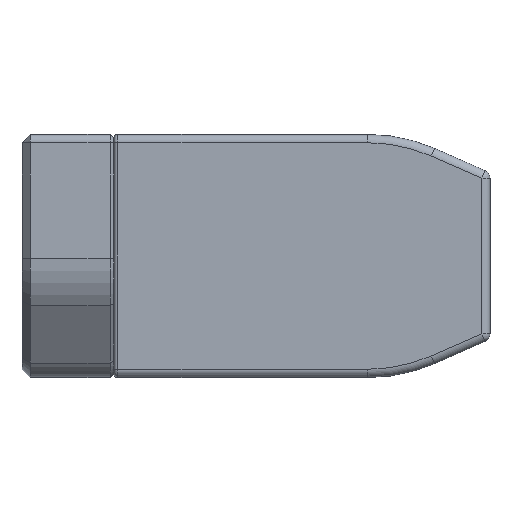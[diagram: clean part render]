
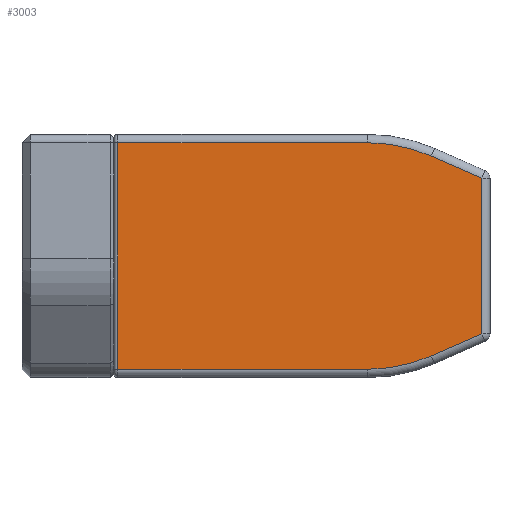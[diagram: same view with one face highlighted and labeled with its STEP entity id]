
A CAD part, left-side view. The second image highlights one B-rep face of the part: STEP entity #3003.
In plain terms, the highlighted planar face has unit normal (-1, 0, 0).
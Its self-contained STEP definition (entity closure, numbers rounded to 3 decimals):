
#137=PLANE('',#3288);
#239=CIRCLE('',#3289,19.);
#240=CIRCLE('',#3290,19.);
#404=FACE_OUTER_BOUND('',#602,.T.);
#602=EDGE_LOOP('',(#2259,#2260,#2261,#2262,#2263,#2264,#2265,#2266));
#823=LINE('',#5123,#1060);
#828=LINE('',#5168,#1065);
#829=LINE('',#5172,#1066);
#830=LINE('',#5176,#1067);
#831=LINE('',#5178,#1068);
#832=LINE('',#5180,#1069);
#1060=VECTOR('',#3842,10.);
#1065=VECTOR('',#3871,10.);
#1066=VECTOR('',#3876,10.);
#1067=VECTOR('',#3879,10.);
#1068=VECTOR('',#3880,10.);
#1069=VECTOR('',#3881,10.);
#1357=VERTEX_POINT('',#5117);
#1358=VERTEX_POINT('',#5121);
#1363=VERTEX_POINT('',#5167);
#1364=VERTEX_POINT('',#5171);
#1365=VERTEX_POINT('',#5173);
#1366=VERTEX_POINT('',#5175);
#1367=VERTEX_POINT('',#5177);
#1368=VERTEX_POINT('',#5179);
#1678=EDGE_CURVE('',#1357,#1358,#823,.T.);
#1690=EDGE_CURVE('',#1358,#1363,#828,.T.);
#1692=EDGE_CURVE('',#1364,#1357,#829,.T.);
#1693=EDGE_CURVE('',#1365,#1364,#239,.T.);
#1694=EDGE_CURVE('',#1366,#1365,#830,.T.);
#1695=EDGE_CURVE('',#1367,#1366,#831,.T.);
#1696=EDGE_CURVE('',#1368,#1367,#832,.T.);
#1697=EDGE_CURVE('',#1363,#1368,#240,.T.);
#2259=ORIENTED_EDGE('',*,*,#1678,.F.);
#2260=ORIENTED_EDGE('',*,*,#1692,.F.);
#2261=ORIENTED_EDGE('',*,*,#1693,.F.);
#2262=ORIENTED_EDGE('',*,*,#1694,.F.);
#2263=ORIENTED_EDGE('',*,*,#1695,.F.);
#2264=ORIENTED_EDGE('',*,*,#1696,.F.);
#2265=ORIENTED_EDGE('',*,*,#1697,.F.);
#2266=ORIENTED_EDGE('',*,*,#1690,.F.);
#3003=ADVANCED_FACE('',(#404),#137,.F.);
#3288=AXIS2_PLACEMENT_3D('',#5170,#3874,#3875);
#3289=AXIS2_PLACEMENT_3D('',#5174,#3877,#3878);
#3290=AXIS2_PLACEMENT_3D('',#5181,#3882,#3883);
#3842=DIRECTION('',(0.,0.,1.));
#3871=DIRECTION('',(0.,-1.,0.));
#3874=DIRECTION('center_axis',(1.,0.,0.));
#3875=DIRECTION('ref_axis',(0.,1.,0.));
#3876=DIRECTION('',(0.,1.,0.));
#3877=DIRECTION('center_axis',(1.,0.,0.));
#3878=DIRECTION('ref_axis',(0.,-0.205,-0.979));
#3879=DIRECTION('',(0.,0.916,-0.401));
#3880=DIRECTION('',(0.,0.,-1.));
#3881=DIRECTION('',(0.,-0.916,-0.401));
#3882=DIRECTION('center_axis',(1.,0.,0.));
#3883=DIRECTION('ref_axis',(0.,-0.205,0.979));
#5117=CARTESIAN_POINT('',(-135.,35.7,148.3));
#5121=CARTESIAN_POINT('',(-135.,35.7,175.5));
#5123=CARTESIAN_POINT('',(-135.,35.7,161.9));
#5167=CARTESIAN_POINT('',(-135.,5.689,175.5));
#5168=CARTESIAN_POINT('',(-135.,24.9,175.5));
#5170=CARTESIAN_POINT('Origin',(-135.,12.,161.9));
#5171=CARTESIAN_POINT('',(-135.,5.689,148.3));
#5172=CARTESIAN_POINT('',(-135.,6.75,148.3));
#5173=CARTESIAN_POINT('',(-135.,-1.935,149.897));
#5174=CARTESIAN_POINT('Origin',(-135.,5.689,167.3));
#5175=CARTESIAN_POINT('',(-135.,-8.,152.554));
#5176=CARTESIAN_POINT('',(-135.,3.623,147.462));
#5177=CARTESIAN_POINT('',(-135.,-8.,171.246));
#5178=CARTESIAN_POINT('',(-135.,-8.,170.));
#5179=CARTESIAN_POINT('',(-135.,-1.935,173.903));
#5180=CARTESIAN_POINT('',(-135.,-1.627,174.038));
#5181=CARTESIAN_POINT('Origin',(-135.,5.689,156.5));
